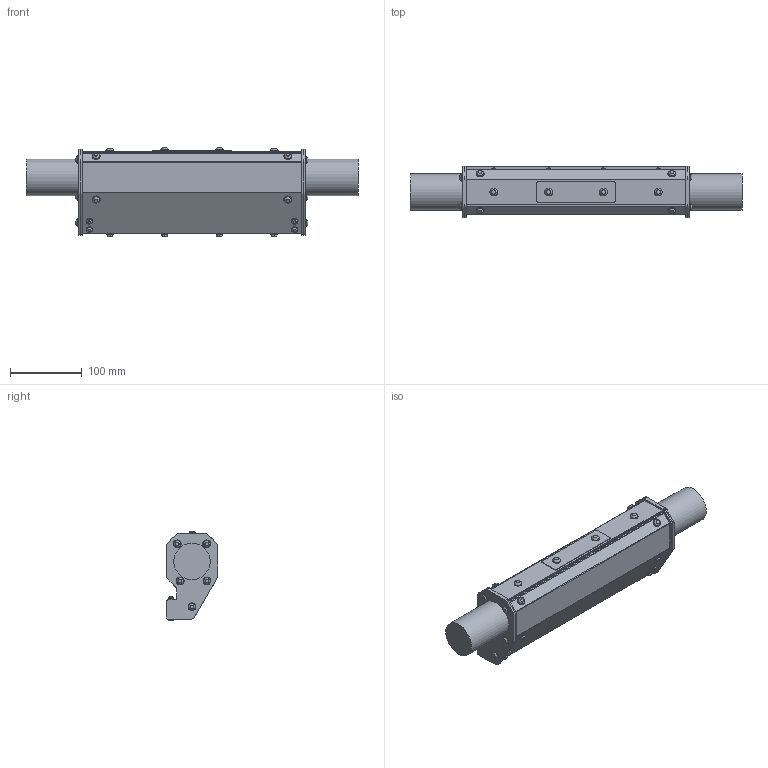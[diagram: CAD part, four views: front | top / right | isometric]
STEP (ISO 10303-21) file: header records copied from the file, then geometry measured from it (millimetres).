
FILE_DESCRIPTION(/* description */ (''),/* implementation_level */ '2;1');
FILE_NAME(/* name */ 'MA2Bxxxxxx012 DUMMY.stp',/* time_stamp */ '2018-02-13T13:26:28-05:00',/* author */ ('James'),/* organization */ (''),/* preprocessor_version */ 'ST-DEVELOPER v16.5',/* originating_system */ 'Autodesk Inventor 2017',/* authorisation */ '');
FILE_SCHEMA (('AUTOMOTIVE_DESIGN { 1 0 10303 214 3 1 1 }'));
Length unit declared in the file: inch
Products named in the file (1): MA2Bxxxxxx012 DUMMY
Bounding box: 461.98 x 71.12 x 122.73 mm (x, y, z)
Volume: 2143792 mm3; surface area: 150977.6 mm2
Topology: 1 solids, 1 shells, 439 faces, 989 edges, 651 vertices
Faces by surface type: plane 196, cylinder 129, cone 76, sphere 26, bspline 8, torus 4
Full cylindrical faces by diameter (mm): 7.6 x4, 9 x12, 9.5 x18, 10.5 x4, 11 x22, 50.8 x2
Entity records: 20909 total; most frequent: CARTESIAN_POINT 11484, DIRECTION 1932, ORIENTED_EDGE 1756, EDGE_CURVE 878, AXIS2_PLACEMENT_3D 802, VERTEX_POINT 610, EDGE_LOOP 608, FACE_OUTER_BOUND 439
